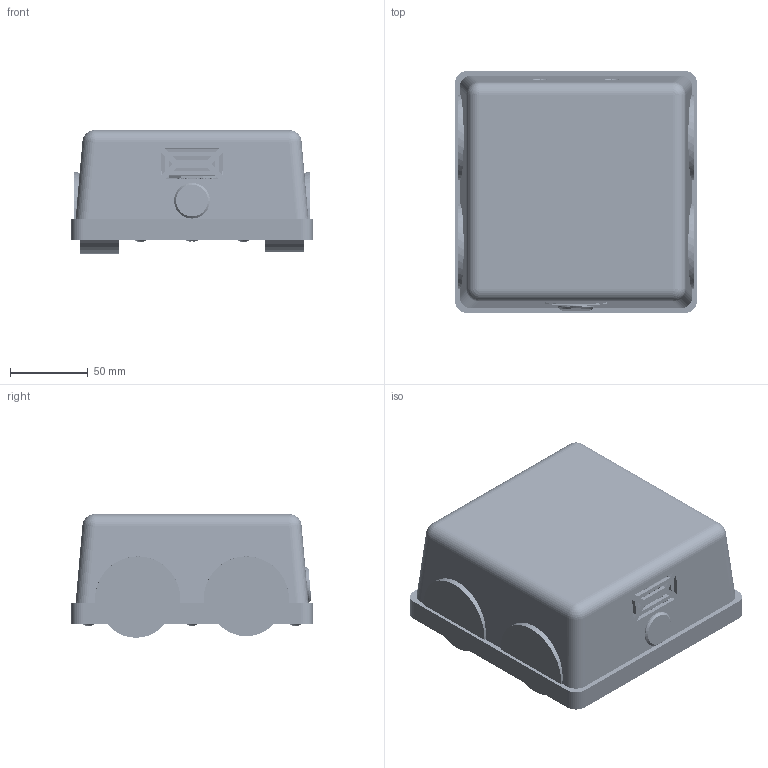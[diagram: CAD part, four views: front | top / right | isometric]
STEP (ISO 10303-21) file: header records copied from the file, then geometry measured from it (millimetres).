
FILE_DESCRIPTION(/* description */ ('STEP AP242','CAx-IF Rec.Pracs.---Representation and Presentation of Product Manufacturing Information (PMI)---4.0---2014-10-13','CAx-IF Rec.Pracs.---3D Tessellated Geometry---0.4---2014-09-14','2;1'),/* implementation_level */ '2;1');
FILE_NAME(/* name */ '684a7eeef011aa2743ffe6ca',/* time_stamp */ '2025-06-12T07:17:05Z',/* author */ (''),/* organization */ (''),/* preprocessor_version */ 'ST-DEVELOPER v20',/* originating_system */ 'ONSHAPE BY PTC INC, 1.199',/* authorisation */ ' ');
FILE_SCHEMA (('AP242_MANAGED_MODEL_BASED_3D_ENGINEERING_MIM_LF { 1 0 10303 442 1 1 4 }'));
Products named in the file (259): Assembly 1; proyecto final_pad; proyecto final_copper; M4x16; Part 1; Part 3; M3x10; proyecto final_PCB; Contacts; Contacts (Mirror #1); M5x10; Overcoat; Ceramic; Part 2
Assembly tree (280 placements, depth 2):
  Assembly 1
    proyecto final_pad
    proyecto final_pad
    proyecto final_pad
    proyecto final_pad
    proyecto final_pad
    proyecto final_copper
    proyecto final_pad
    proyecto final_pad
    proyecto final_pad
    proyecto final_pad
    proyecto final_copper
    proyecto final_pad
    proyecto final_pad
    proyecto final_pad
    proyecto final_pad
    proyecto final_pad
    M4x16  x6
    proyecto final_pad
    proyecto final_pad
    proyecto final_pad
    proyecto final_pad
    proyecto final_pad
    Part 1  x4
    proyecto final_pad
    proyecto final_pad
    proyecto final_pad
    Part 1
    proyecto final_pad
    Part 1  x2
    proyecto final_pad
    proyecto final_copper
    proyecto final_pad
    proyecto final_pad
    proyecto final_pad
    proyecto final_pad
    proyecto final_pad
    proyecto final_pad
    proyecto final_pad
    proyecto final_pad
    proyecto final_pad
    Part 3
    proyecto final_pad
    proyecto final_pad
    proyecto final_pad
    proyecto final_pad
    proyecto final_pad
    proyecto final_copper
    proyecto final_pad
    proyecto final_copper
    proyecto final_pad
    proyecto final_pad
    Part 1  x4
    proyecto final_pad
    proyecto final_copper
    proyecto final_pad
    proyecto final_pad
    proyecto final_pad
    proyecto final_pad
    proyecto final_pad
Bounding box: 156 x 156 x 79.55 mm (x, y, z)
Volume: 622812.2 mm3; surface area: 316137.9 mm2
Topology: 280 solids, 280 shells, 3857 faces, 8921 edges, 5639 vertices
Faces by surface type: plane 2143, cylinder 1169, cone 481, bspline 30, sphere 22, torus 12
Full cylindrical faces by diameter (mm): 1.35 x182, 1.4 x116, 2.1 x116, 3 x80, 3.8 x4, 4 x146, 4.1 x24, 4.8 x4, 5 x32, 5.1 x2, 5.5 x2, 5.6 x4, 5.9 x6, 6.8 x2, 7 x8, 7.4 x2, 7.6 x4, 8 x6, 9.1 x6, 9.5 x2, 10 x2, 19 x1, 19.5 x1, 23 x1, 47.8 x4
Entity records: 78562 total; most frequent: CARTESIAN_POINT 13057, DIRECTION 12775, ORIENTED_EDGE 10532, EDGE_CURVE 5266, AXIS2_PLACEMENT_3D 4739, EDGE_LOOP 3876, FACE_BOUND 3876, VERTEX_POINT 3870
